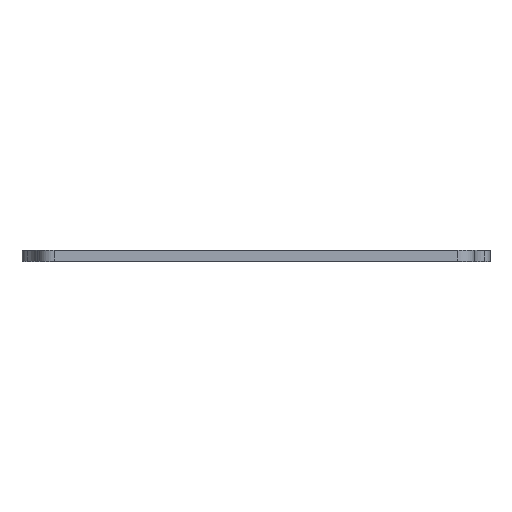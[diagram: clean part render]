
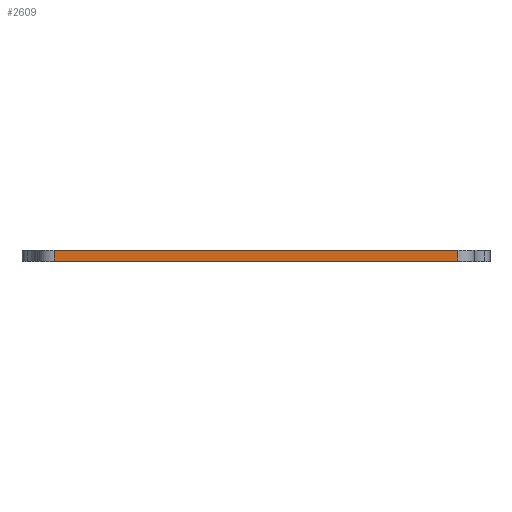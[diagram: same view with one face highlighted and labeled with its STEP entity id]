
A CAD part, top view. The second image highlights one B-rep face of the part: STEP entity #2609.
In plain terms, the highlighted planar face has unit normal (0, 0, 1).
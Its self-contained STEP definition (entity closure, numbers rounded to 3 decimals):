
#596 = VECTOR ( 'NONE', #912, 1000. ) ;
#633 = LINE ( 'NONE', #1655, #1362 ) ;
#657 = EDGE_CURVE ( 'NONE', #1197, #1637, #2158, .T. ) ;
#668 = DIRECTION ( 'NONE',  ( 0., 1., 0. ) ) ;
#912 = DIRECTION ( 'NONE',  ( 0., -1., 0. ) ) ;
#1097 = PLANE ( 'NONE',  #2321 ) ;
#1151 = CARTESIAN_POINT ( 'NONE',  ( -36.898, 0., 20. ) ) ;
#1197 = VERTEX_POINT ( 'NONE', #1282 ) ;
#1222 = CARTESIAN_POINT ( 'NONE',  ( -36.898, 2., 20. ) ) ;
#1282 = CARTESIAN_POINT ( 'NONE',  ( 36.898, 2., 20. ) ) ;
#1328 = ORIENTED_EDGE ( 'NONE', *, *, #2375, .T. ) ;
#1362 = VECTOR ( 'NONE', #668, 1000. ) ;
#1387 = VERTEX_POINT ( 'NONE', #2174 ) ;
#1637 = VERTEX_POINT ( 'NONE', #1222 ) ;
#1655 = CARTESIAN_POINT ( 'NONE',  ( 36.898, 2., 20. ) ) ;
#1689 = CARTESIAN_POINT ( 'NONE',  ( 36.898, 0., 20. ) ) ;
#1773 = FACE_OUTER_BOUND ( 'NONE', #3115, .T. ) ;
#1813 = VECTOR ( 'NONE', #2879, 1000. ) ;
#1872 = ORIENTED_EDGE ( 'NONE', *, *, #2033, .T. ) ;
#1874 = EDGE_CURVE ( 'NONE', #2533, #1387, #3054, .T. ) ;
#1885 = LINE ( 'NONE', #1151, #596 ) ;
#2002 = DIRECTION ( 'NONE',  ( 0., 0., 1. ) ) ;
#2033 = EDGE_CURVE ( 'NONE', #1637, #1387, #1885, .T. ) ;
#2067 = CARTESIAN_POINT ( 'NONE',  ( 0., 2., 20. ) ) ;
#2152 = ORIENTED_EDGE ( 'NONE', *, *, #657, .T. ) ;
#2158 = LINE ( 'NONE', #2431, #1813 ) ;
#2174 = CARTESIAN_POINT ( 'NONE',  ( -36.898, 0., 20. ) ) ;
#2268 = DIRECTION ( 'NONE',  ( 1., 0., 0. ) ) ;
#2321 = AXIS2_PLACEMENT_3D ( 'NONE', #2067, #2002, #2268 ) ;
#2375 = EDGE_CURVE ( 'NONE', #2533, #1197, #633, .T. ) ;
#2431 = CARTESIAN_POINT ( 'NONE',  ( 0., 2., 20. ) ) ;
#2533 = VERTEX_POINT ( 'NONE', #1689 ) ;
#2609 = ADVANCED_FACE ( 'NONE', ( #1773 ), #1097, .T. ) ;
#2762 = DIRECTION ( 'NONE',  ( -1., 0., 0. ) ) ;
#2810 = CARTESIAN_POINT ( 'NONE',  ( 0., 0., 20. ) ) ;
#2823 = ORIENTED_EDGE ( 'NONE', *, *, #1874, .F. ) ;
#2879 = DIRECTION ( 'NONE',  ( -1., 0., 0. ) ) ;
#2886 = VECTOR ( 'NONE', #2762, 1000. ) ;
#3054 = LINE ( 'NONE', #2810, #2886 ) ;
#3115 = EDGE_LOOP ( 'NONE', ( #2152, #1872, #2823, #1328 ) ) ;
